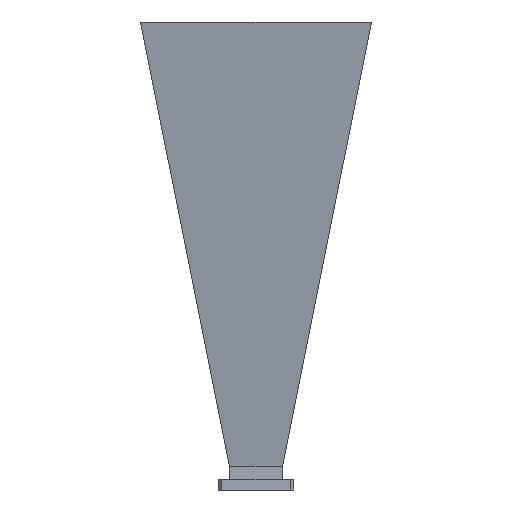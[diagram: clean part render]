
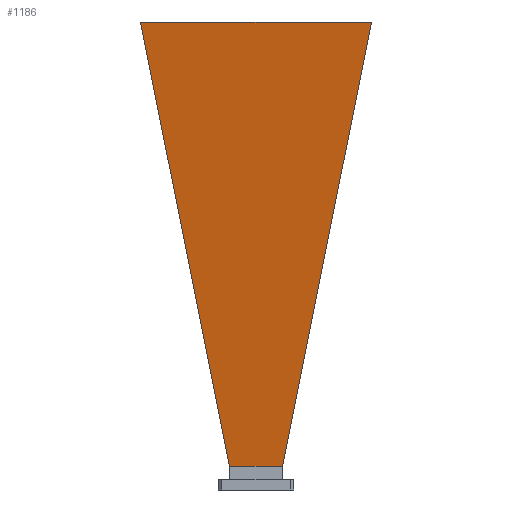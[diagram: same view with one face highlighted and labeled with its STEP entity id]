
A CAD part, left-side view. The second image highlights one B-rep face of the part: STEP entity #1186.
In plain terms, the highlighted planar face has unit normal (-0.987, 0, -0.159).
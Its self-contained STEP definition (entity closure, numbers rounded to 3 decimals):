
#18 = DIRECTION ( 'NONE',  ( 0.156, 0.194, -0.968 ) ) ;
#35 = CARTESIAN_POINT ( 'NONE',  ( -8.475, 14.963, 49.84 ) ) ;
#147 = LINE ( 'NONE', #626, #724 ) ;
#178 = PLANE ( 'NONE',  #680 ) ;
#254 = DIRECTION ( 'NONE',  ( 0., -1., 0. ) ) ;
#279 = CARTESIAN_POINT ( 'NONE',  ( -8.475, 0., 49.84 ) ) ;
#284 = DIRECTION ( 'NONE',  ( 0., -1., 0. ) ) ;
#346 = DIRECTION ( 'NONE',  ( -0.159, 0., 0.987 ) ) ;
#351 = ORIENTED_EDGE ( 'NONE', *, *, #681, .F. ) ;
#370 = CARTESIAN_POINT ( 'NONE',  ( -49.027, -65.39, 301.327 ) ) ;
#377 = VECTOR ( 'NONE', #18, 1000. ) ;
#389 = EDGE_CURVE ( 'NONE', #1002, #693, #1224, .T. ) ;
#398 = LINE ( 'NONE', #35, #973 ) ;
#408 = CARTESIAN_POINT ( 'NONE',  ( -49.027, -65.39, 301.327 ) ) ;
#431 = CARTESIAN_POINT ( 'NONE',  ( -8.475, -14.963, 49.84 ) ) ;
#486 = LINE ( 'NONE', #370, #377 ) ;
#522 = VERTEX_POINT ( 'NONE', #408 ) ;
#546 = ORIENTED_EDGE ( 'NONE', *, *, #389, .T. ) ;
#559 = CARTESIAN_POINT ( 'NONE',  ( -28.712, 0., 175.345 ) ) ;
#624 = CARTESIAN_POINT ( 'NONE',  ( -8.475, 14.963, 49.84 ) ) ;
#626 = CARTESIAN_POINT ( 'NONE',  ( -49.027, 0., 301.327 ) ) ;
#647 = EDGE_CURVE ( 'NONE', #1002, #1162, #398, .T. ) ;
#669 = EDGE_LOOP ( 'NONE', ( #717, #351, #1080, #546 ) ) ;
#680 = AXIS2_PLACEMENT_3D ( 'NONE', #559, #825, #346 ) ;
#681 = EDGE_CURVE ( 'NONE', #1162, #522, #147, .T. ) ;
#693 = VERTEX_POINT ( 'NONE', #431 ) ;
#717 = ORIENTED_EDGE ( 'NONE', *, *, #877, .F. ) ;
#724 = VECTOR ( 'NONE', #254, 1000. ) ;
#765 = VECTOR ( 'NONE', #284, 1000. ) ;
#786 = DIRECTION ( 'NONE',  ( -0.156, 0.194, 0.968 ) ) ;
#825 = DIRECTION ( 'NONE',  ( -0.987, 0., -0.159 ) ) ;
#877 = EDGE_CURVE ( 'NONE', #522, #693, #486, .T. ) ;
#936 = CARTESIAN_POINT ( 'NONE',  ( -49.027, 65.39, 301.327 ) ) ;
#973 = VECTOR ( 'NONE', #786, 1000. ) ;
#1002 = VERTEX_POINT ( 'NONE', #624 ) ;
#1042 = FACE_OUTER_BOUND ( 'NONE', #669, .T. ) ;
#1080 = ORIENTED_EDGE ( 'NONE', *, *, #647, .F. ) ;
#1162 = VERTEX_POINT ( 'NONE', #936 ) ;
#1186 = ADVANCED_FACE ( 'NONE', ( #1042 ), #178, .T. ) ;
#1224 = LINE ( 'NONE', #279, #765 ) ;
